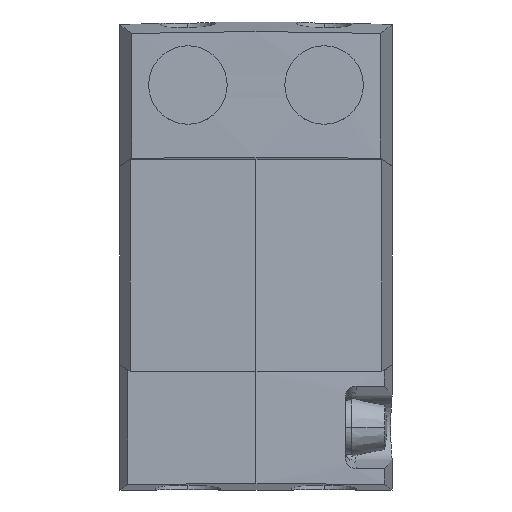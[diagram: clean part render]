
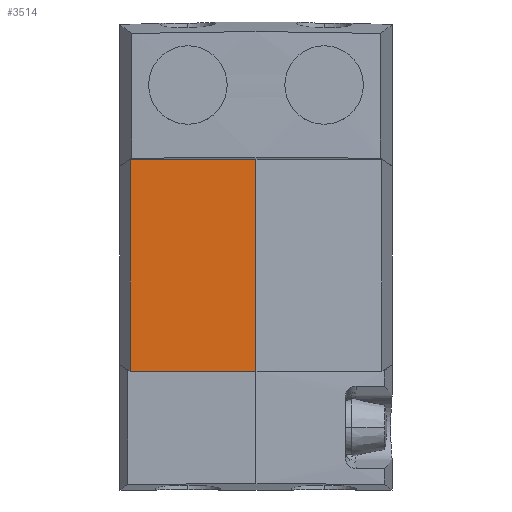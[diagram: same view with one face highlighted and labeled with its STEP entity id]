
A CAD part, top view. The second image highlights one B-rep face of the part: STEP entity #3514.
In plain terms, the highlighted cylindrical face has radius 2500 mm (diameter 5000 mm), a partial arc.
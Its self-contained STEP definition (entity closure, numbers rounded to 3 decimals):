
#126 = ORIENTED_EDGE ( 'NONE', *, *, #4303, .F. ) ;
#182 = CARTESIAN_POINT ( 'NONE',  ( 0., 97.525, 95.182 ) ) ;
#382 = ORIENTED_EDGE ( 'NONE', *, *, #611, .F. ) ;
#391 = CARTESIAN_POINT ( 'NONE',  ( -57.858, -97.464, 94.735 ) ) ;
#491 = B_SPLINE_CURVE_WITH_KNOTS ( 'NONE', 3,
 ( #2492, #870, #391, #2437, #3440 ),
 .UNSPECIFIED., .F., .F.,
 ( 4, 1, 4 ),
 ( 9.564, 9.622, 9.679 ),
 .UNSPECIFIED. ) ;
#611 = EDGE_CURVE ( 'NONE', #2660, #5604, #3637, .T. ) ;
#756 = LINE ( 'NONE', #5478, #4083 ) ;
#786 = CARTESIAN_POINT ( 'NONE',  ( 0., -105., -2404.818 ) ) ;
#870 = CARTESIAN_POINT ( 'NONE',  ( -19.297, -97.525, 95.182 ) ) ;
#1471 = CARTESIAN_POINT ( 'NONE',  ( -115.59, 97.161, 92.508 ) ) ;
#1546 = VERTEX_POINT ( 'NONE', #3987 ) ;
#1701 = CARTESIAN_POINT ( 'NONE',  ( -38.53, 97.525, 95.182 ) ) ;
#1792 = DIRECTION ( 'NONE',  ( 0., 0., 1. ) ) ;
#2092 = VECTOR ( 'NONE', #4753, 1000. ) ;
#2266 = FACE_OUTER_BOUND ( 'NONE', #3628, .T. ) ;
#2437 = CARTESIAN_POINT ( 'NONE',  ( -96.356, -97.281, 93.399 ) ) ;
#2492 = CARTESIAN_POINT ( 'NONE',  ( 0., -97.525, 95.182 ) ) ;
#2558 = ORIENTED_EDGE ( 'NONE', *, *, #6162, .F. ) ;
#2660 = VERTEX_POINT ( 'NONE', #3531 ) ;
#2739 = VERTEX_POINT ( 'NONE', #3625 ) ;
#2970 = EDGE_CURVE ( 'NONE', #1546, #5604, #3347, .T. ) ;
#3275 = AXIS2_PLACEMENT_3D ( 'NONE', #786, #4354, #1792 ) ;
#3347 = LINE ( 'NONE', #5420, #2092 ) ;
#3440 = CARTESIAN_POINT ( 'NONE',  ( -115.59, -97.161, 92.508 ) ) ;
#3514 = ADVANCED_FACE ( 'NONE', ( #2266 ), #3725, .T. ) ;
#3531 = CARTESIAN_POINT ( 'NONE',  ( -115.59, 97.161, 92.508 ) ) ;
#3625 = CARTESIAN_POINT ( 'NONE',  ( -115.59, -97.161, 92.508 ) ) ;
#3628 = EDGE_LOOP ( 'NONE', ( #2558, #6540, #382, #126 ) ) ;
#3637 = B_SPLINE_CURVE_WITH_KNOTS ( 'NONE', 3,
 ( #1471, #4262, #1701, #182 ),
 .UNSPECIFIED., .F., .F.,
 ( 4, 4 ),
 ( 0.014, 0.13 ),
 .UNSPECIFIED. ) ;
#3725 = CYLINDRICAL_SURFACE ( 'NONE', #3275, 2500. ) ;
#3987 = CARTESIAN_POINT ( 'NONE',  ( 0., -97.525, 95.182 ) ) ;
#4083 = VECTOR ( 'NONE', #6441, 1000. ) ;
#4262 = CARTESIAN_POINT ( 'NONE',  ( -77.06, 97.402, 94.292 ) ) ;
#4303 = EDGE_CURVE ( 'NONE', #2739, #2660, #756, .T. ) ;
#4354 = DIRECTION ( 'NONE',  ( 0., 1., 0. ) ) ;
#4753 = DIRECTION ( 'NONE',  ( 0., 1., 0. ) ) ;
#5420 = CARTESIAN_POINT ( 'NONE',  ( 0., -105., 95.182 ) ) ;
#5478 = CARTESIAN_POINT ( 'NONE',  ( -115.59, -105., 92.508 ) ) ;
#5604 = VERTEX_POINT ( 'NONE', #6599 ) ;
#6162 = EDGE_CURVE ( 'NONE', #1546, #2739, #491, .T. ) ;
#6441 = DIRECTION ( 'NONE',  ( 0., 1., 0. ) ) ;
#6540 = ORIENTED_EDGE ( 'NONE', *, *, #2970, .T. ) ;
#6599 = CARTESIAN_POINT ( 'NONE',  ( 0., 97.525, 95.182 ) ) ;
